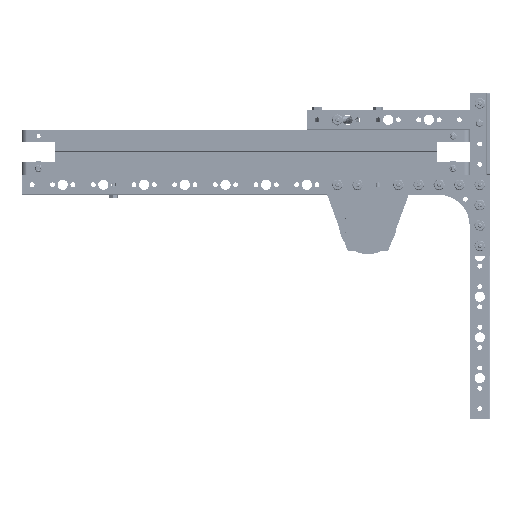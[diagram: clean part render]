
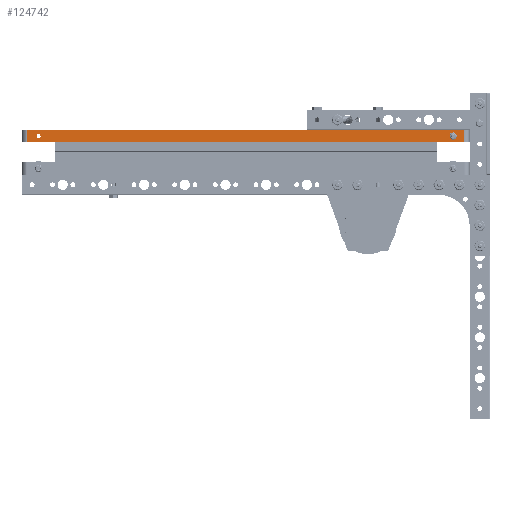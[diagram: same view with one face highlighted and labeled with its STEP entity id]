
A CAD part, left-side view. The second image highlights one B-rep face of the part: STEP entity #124742.
In plain terms, the highlighted planar face has unit normal (-1, 0, 0).
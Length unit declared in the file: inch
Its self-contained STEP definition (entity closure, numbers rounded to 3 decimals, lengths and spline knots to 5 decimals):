
#52 = ORIENTED_EDGE ( 'NONE', *, *, #127228, .T. ) ;
#161 = DIRECTION ( 'NONE',  ( -1., 0., 0. ) ) ;
#585 = VERTEX_POINT ( 'NONE', #113022 ) ;
#1735 = AXIS2_PLACEMENT_3D ( 'NONE', #61887, #20285, #64730 ) ;
#3338 = DIRECTION ( 'NONE',  ( 0., 0., 1. ) ) ;
#20285 = DIRECTION ( 'NONE',  ( 1., 0., 0. ) ) ;
#21657 = LINE ( 'NONE', #77739, #34839 ) ;
#22587 = CIRCLE ( 'NONE', #55189, 0.0625 ) ;
#22716 = CARTESIAN_POINT ( 'NONE',  ( 0., 0.51181, 0.1875 ) ) ;
#23651 = CARTESIAN_POINT ( 'NONE',  ( 0., 13.69094, 0.375 ) ) ;
#24017 = EDGE_LOOP ( 'NONE', ( #122521, #52, #136983, #63924 ) ) ;
#24513 = VECTOR ( 'NONE', #37070, 39.37008 ) ;
#26328 = FACE_BOUND ( 'NONE', #62543, .T. ) ;
#29087 = ORIENTED_EDGE ( 'NONE', *, *, #39576, .F. ) ;
#30680 = EDGE_CURVE ( 'NONE', #108671, #585, #122393, .T. ) ;
#34839 = VECTOR ( 'NONE', #77034, 39.37008 ) ;
#37070 = DIRECTION ( 'NONE',  ( 0., -1., 0. ) ) ;
#38688 = FACE_OUTER_BOUND ( 'NONE', #24017, .T. ) ;
#38946 = AXIS2_PLACEMENT_3D ( 'NONE', #99529, #143909, #56609 ) ;
#39200 = LINE ( 'NONE', #70570, #24513 ) ;
#39408 = CARTESIAN_POINT ( 'NONE',  ( 0., 0., 0.375 ) ) ;
#39576 = EDGE_CURVE ( 'NONE', #110628, #107713, #103477, .T. ) ;
#44237 = VERTEX_POINT ( 'NONE', #128752 ) ;
#44534 = EDGE_CURVE ( 'NONE', #107713, #110628, #22587, .T. ) ;
#44635 = DIRECTION ( 'NONE',  ( 0., 0., -1. ) ) ;
#46411 = ORIENTED_EDGE ( 'NONE', *, *, #76086, .T. ) ;
#48220 = CIRCLE ( 'NONE', #1735, 0.0625 ) ;
#48241 = CIRCLE ( 'NONE', #38946, 0.0625 ) ;
#48707 = CARTESIAN_POINT ( 'NONE',  ( 0., 0.51181, 0.1875 ) ) ;
#49418 = DIRECTION ( 'NONE',  ( -1., 0., 0. ) ) ;
#50207 = VERTEX_POINT ( 'NONE', #56799 ) ;
#54715 = VECTOR ( 'NONE', #68515, 39.37008 ) ;
#55189 = AXIS2_PLACEMENT_3D ( 'NONE', #48707, #49418, #93805 ) ;
#56609 = DIRECTION ( 'NONE',  ( 0., 0., -1. ) ) ;
#56799 = CARTESIAN_POINT ( 'NONE',  ( 0., 0.16732, 0. ) ) ;
#59268 = VERTEX_POINT ( 'NONE', #75829 ) ;
#59891 = PLANE ( 'NONE',  #103092 ) ;
#61887 = CARTESIAN_POINT ( 'NONE',  ( 0., 13.34646, 0.1875 ) ) ;
#62543 = EDGE_LOOP ( 'NONE', ( #65492, #29087 ) ) ;
#63924 = ORIENTED_EDGE ( 'NONE', *, *, #30680, .T. ) ;
#64730 = DIRECTION ( 'NONE',  ( 0., 0., -1. ) ) ;
#65483 = EDGE_CURVE ( 'NONE', #585, #50207, #21657, .T. ) ;
#65492 = ORIENTED_EDGE ( 'NONE', *, *, #44534, .F. ) ;
#68515 = DIRECTION ( 'NONE',  ( 0., 0., -1. ) ) ;
#70570 = CARTESIAN_POINT ( 'NONE',  ( 0., 0., 0.375 ) ) ;
#75829 = CARTESIAN_POINT ( 'NONE',  ( 0., 13.34646, 0.125 ) ) ;
#76086 = EDGE_CURVE ( 'NONE', #59268, #138623, #48241, .T. ) ;
#77034 = DIRECTION ( 'NONE',  ( 0., -1., 0. ) ) ;
#77739 = CARTESIAN_POINT ( 'NONE',  ( 0., 0., 0. ) ) ;
#80777 = CARTESIAN_POINT ( 'NONE',  ( 0., 0.51181, 0.125 ) ) ;
#80962 = EDGE_CURVE ( 'NONE', #108671, #44237, #39200, .T. ) ;
#81459 = CARTESIAN_POINT ( 'NONE',  ( 0., 13.34646, 0.25 ) ) ;
#83897 = DIRECTION ( 'NONE',  ( 1., 0., 0. ) ) ;
#85812 = EDGE_CURVE ( 'NONE', #138623, #59268, #48220, .T. ) ;
#89238 = CARTESIAN_POINT ( 'NONE',  ( 0., 0.51181, 0.25 ) ) ;
#89279 = VECTOR ( 'NONE', #3338, 39.37008 ) ;
#91046 = CARTESIAN_POINT ( 'NONE',  ( 0., 13.69094, 0.375 ) ) ;
#93805 = DIRECTION ( 'NONE',  ( 0., 0., -1. ) ) ;
#96527 = AXIS2_PLACEMENT_3D ( 'NONE', #22716, #161, #44635 ) ;
#99529 = CARTESIAN_POINT ( 'NONE',  ( 0., 13.34646, 0.1875 ) ) ;
#103092 = AXIS2_PLACEMENT_3D ( 'NONE', #39408, #83897, #106394 ) ;
#103477 = CIRCLE ( 'NONE', #96527, 0.0625 ) ;
#106394 = DIRECTION ( 'NONE',  ( 0., 0., -1. ) ) ;
#107713 = VERTEX_POINT ( 'NONE', #80777 ) ;
#108671 = VERTEX_POINT ( 'NONE', #23651 ) ;
#110628 = VERTEX_POINT ( 'NONE', #89238 ) ;
#113022 = CARTESIAN_POINT ( 'NONE',  ( 0., 13.69094, 0. ) ) ;
#115429 = LINE ( 'NONE', #124966, #89279 ) ;
#116148 = ORIENTED_EDGE ( 'NONE', *, *, #85812, .T. ) ;
#122393 = LINE ( 'NONE', #91046, #54715 ) ;
#122521 = ORIENTED_EDGE ( 'NONE', *, *, #65483, .T. ) ;
#124742 = ADVANCED_FACE ( 'NONE', ( #26328, #126851, #38688 ), #59891, .F. ) ;
#124966 = CARTESIAN_POINT ( 'NONE',  ( 0., 0.16732, 0.375 ) ) ;
#126851 = FACE_BOUND ( 'NONE', #128104, .T. ) ;
#127228 = EDGE_CURVE ( 'NONE', #50207, #44237, #115429, .T. ) ;
#128104 = EDGE_LOOP ( 'NONE', ( #46411, #116148 ) ) ;
#128752 = CARTESIAN_POINT ( 'NONE',  ( 0., 0.16732, 0.375 ) ) ;
#136983 = ORIENTED_EDGE ( 'NONE', *, *, #80962, .F. ) ;
#138623 = VERTEX_POINT ( 'NONE', #81459 ) ;
#143909 = DIRECTION ( 'NONE',  ( 1., 0., 0. ) ) ;
